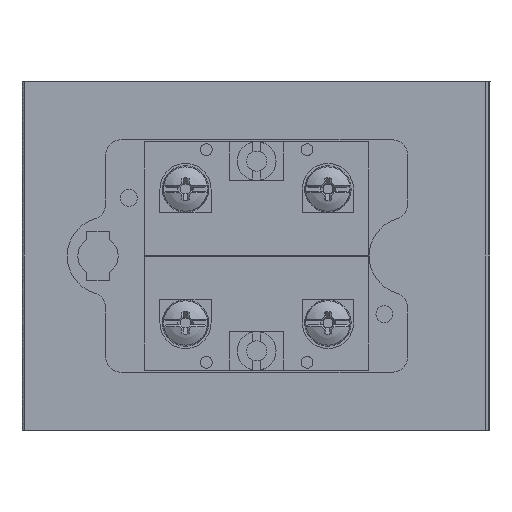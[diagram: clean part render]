
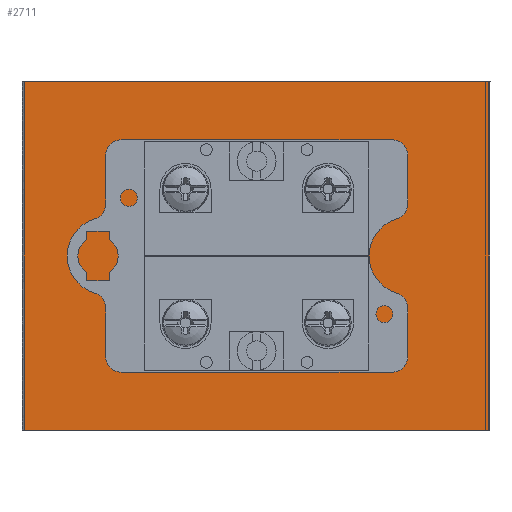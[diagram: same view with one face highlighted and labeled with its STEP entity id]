
A CAD part, left-side view. The second image highlights one B-rep face of the part: STEP entity #2711.
In plain terms, the highlighted planar face has unit normal (-1, 0, 0).
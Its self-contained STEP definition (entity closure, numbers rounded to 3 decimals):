
#2539=CARTESIAN_POINT('',(-15.704,-32.725,11.25));
#2540=VERTEX_POINT('',#2539);
#2541=CARTESIAN_POINT('',(-15.704,-32.725,22.5));
#2542=DIRECTION('',(1.0,0.0,0.0));
#2543=DIRECTION('',(0.0,0.0,1.0));
#2544=AXIS2_PLACEMENT_3D('',#2541,#2542,#2543);
#2545=CIRCLE('',#2544,11.25);
#2546=EDGE_CURVE('',#2540,#2540,#2545,.T.);
#2573=CARTESIAN_POINT('',(-15.704,-2.725,45.0));
#2574=VERTEX_POINT('',#2573);
#2593=CARTESIAN_POINT('',(-15.704,-2.725,0.0));
#2594=VERTEX_POINT('',#2593);
#2603=CARTESIAN_POINT('',(-15.704,-2.725,0.0));
#2604=DIRECTION('',(0.0,0.0,1.0));
#2605=VECTOR('',#2604,45.0);
#2606=LINE('',#2603,#2605);
#2607=EDGE_CURVE('',#2594,#2574,#2606,.T.);
#2657=CARTESIAN_POINT('',(-15.704,-62.725,45.0));
#2658=VERTEX_POINT('',#2657);
#2667=CARTESIAN_POINT('',(-15.704,-62.725,0.0));
#2668=VERTEX_POINT('',#2667);
#2669=CARTESIAN_POINT('',(-15.704,-62.725,0.0));
#2670=DIRECTION('',(0.0,0.0,1.0));
#2671=VECTOR('',#2670,45.0);
#2672=LINE('',#2669,#2671);
#2673=EDGE_CURVE('',#2668,#2658,#2672,.T.);
#2687=CARTESIAN_POINT('',(-15.704,-62.725,0.0));
#2688=DIRECTION('',(-1.0,0.0,0.0));
#2689=DIRECTION('',(0.0,0.0,1.0));
#2690=AXIS2_PLACEMENT_3D('',#2687,#2688,#2689);
#2691=PLANE('',#2690);
#2692=CARTESIAN_POINT('',(-15.704,-62.725,45.0));
#2693=DIRECTION('',(0.0,1.0,0.0));
#2694=VECTOR('',#2693,60.0);
#2695=LINE('',#2692,#2694);
#2696=EDGE_CURVE('',#2658,#2574,#2695,.T.);
#2697=ORIENTED_EDGE('',*,*,#2696,.T.);
#2698=ORIENTED_EDGE('',*,*,#2607,.F.);
#2699=CARTESIAN_POINT('',(-15.704,-2.725,0.0));
#2700=DIRECTION('',(0.0,-1.0,0.0));
#2701=VECTOR('',#2700,60.0);
#2702=LINE('',#2699,#2701);
#2703=EDGE_CURVE('',#2594,#2668,#2702,.T.);
#2704=ORIENTED_EDGE('',*,*,#2703,.T.);
#2705=ORIENTED_EDGE('',*,*,#2673,.T.);
#2706=EDGE_LOOP('',(#2697,#2698,#2704,#2705));
#2707=FACE_OUTER_BOUND('',#2706,.T.);
#2708=ORIENTED_EDGE('',*,*,#2546,.T.);
#2709=EDGE_LOOP('',(#2708));
#2710=FACE_BOUND('',#2709,.T.);
#2711=ADVANCED_FACE('',(#2707,#2710),#2691,.T.);
